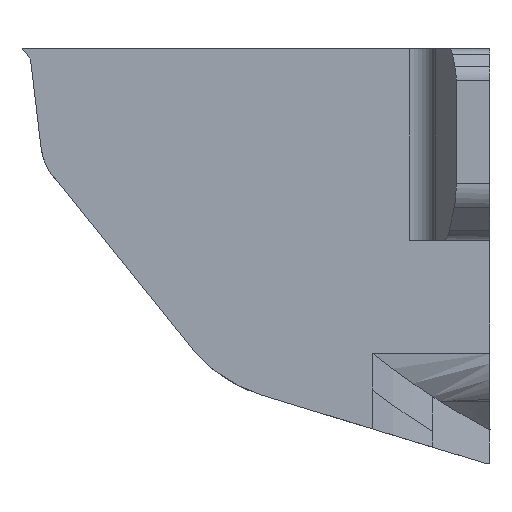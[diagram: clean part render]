
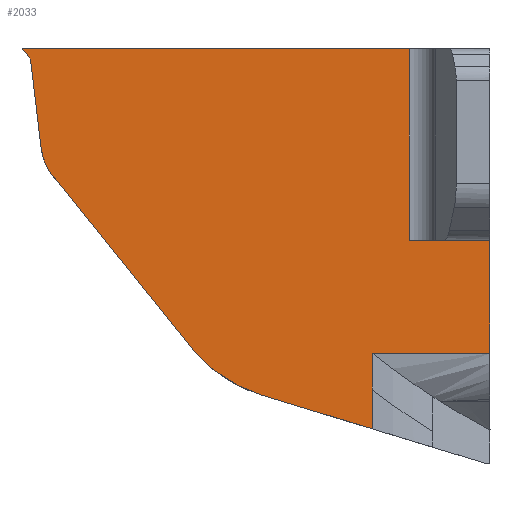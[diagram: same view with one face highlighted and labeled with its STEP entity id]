
A CAD part, left-side view. The second image highlights one B-rep face of the part: STEP entity #2033.
In plain terms, the highlighted planar face has unit normal (-1, 0, 0).
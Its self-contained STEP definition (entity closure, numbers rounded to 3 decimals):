
#102=LINE('',#2756,#274);
#103=LINE('',#2758,#275);
#104=LINE('',#2760,#276);
#105=LINE('',#2762,#277);
#106=LINE('',#2764,#278);
#107=LINE('',#2766,#279);
#108=LINE('',#2768,#280);
#109=LINE('',#2770,#281);
#110=LINE('',#2772,#282);
#274=VECTOR('',#2290,12.16);
#275=VECTOR('',#2291,12.16);
#276=VECTOR('',#2292,10.);
#277=VECTOR('',#2293,10.);
#278=VECTOR('',#2294,10.);
#279=VECTOR('',#2295,10.);
#280=VECTOR('',#2296,10.);
#281=VECTOR('',#2297,11.133);
#282=VECTOR('',#2298,12.12);
#446=PLANE('',#2161);
#500=FACE_OUTER_BOUND('',#615,.T.);
#615=EDGE_LOOP('',(#1369,#1370,#1371,#1372,#1373,#1374,#1375,#1376,#1377,
#1378,#1379,#1380,#1381));
#739=B_SPLINE_CURVE_WITH_KNOTS('',3,(#2739,#2740,#2741,#2742),
 .UNSPECIFIED.,.F.,.F.,(4,4),(0.,0.485),.UNSPECIFIED.);
#741=B_SPLINE_CURVE_WITH_KNOTS('',3,(#2749,#2750,#2751,#2752,#2753,#2754),
 .UNSPECIFIED.,.F.,.F.,(4,2,4),(0.686,0.799,1.359),
 .UNSPECIFIED.);
#742=B_SPLINE_CURVE_WITH_KNOTS('',3,(#2774,#2775,#2776,#2777),
 .UNSPECIFIED.,.F.,.F.,(4,4),(-0.212,0.),.UNSPECIFIED.);
#743=B_SPLINE_CURVE_WITH_KNOTS('',3,(#2778,#2779,#2780,#2781,#2782,#2783,
#2784,#2785,#2786,#2787,#2788,#2789,#2790,#2791,#2792,#2793,#2794,#2795,
#2796,#2797,#2798,#2799,#2800,#2801,#2802,#2803,#2804,#2805,#2806,#2807,
#2808,#2809,#2810,#2811,#2812,#2813,#2814,#2815,#2816,#2817,#2818,#2819,
#2820,#2821,#2822,#2823,#2824,#2825,#2826),.UNSPECIFIED.,.F.,.F.,(4,3,3,
3,3,3,3,3,3,3,3,3,3,3,3,3,4),(-1.37,-1.213,-1.048,
-0.966,-0.925,-0.904,-0.894,
-0.887,-0.884,-0.883,-0.835,
-0.792,-0.772,-0.724,-0.681,
-0.555,-0.496),.UNSPECIFIED.);
#840=VERTEX_POINT('',#2733);
#841=VERTEX_POINT('',#2738);
#842=VERTEX_POINT('',#2748);
#843=VERTEX_POINT('',#2755);
#844=VERTEX_POINT('',#2757);
#845=VERTEX_POINT('',#2759);
#846=VERTEX_POINT('',#2761);
#847=VERTEX_POINT('',#2763);
#848=VERTEX_POINT('',#2765);
#849=VERTEX_POINT('',#2767);
#850=VERTEX_POINT('',#2769);
#851=VERTEX_POINT('',#2771);
#852=VERTEX_POINT('',#2773);
#1048=EDGE_CURVE('',#840,#841,#739,.T.);
#1050=EDGE_CURVE('',#842,#840,#741,.T.);
#1051=EDGE_CURVE('',#843,#842,#102,.T.);
#1052=EDGE_CURVE('',#844,#843,#103,.T.);
#1053=EDGE_CURVE('',#845,#844,#104,.T.);
#1054=EDGE_CURVE('',#845,#846,#105,.T.);
#1055=EDGE_CURVE('',#846,#847,#106,.T.);
#1056=EDGE_CURVE('',#848,#847,#107,.T.);
#1057=EDGE_CURVE('',#848,#849,#108,.T.);
#1058=EDGE_CURVE('',#850,#849,#109,.T.);
#1059=EDGE_CURVE('',#851,#850,#110,.T.);
#1060=EDGE_CURVE('',#851,#852,#742,.T.);
#1061=EDGE_CURVE('',#841,#852,#743,.T.);
#1369=ORIENTED_EDGE('',*,*,#1048,.F.);
#1370=ORIENTED_EDGE('',*,*,#1050,.F.);
#1371=ORIENTED_EDGE('',*,*,#1051,.F.);
#1372=ORIENTED_EDGE('',*,*,#1052,.F.);
#1373=ORIENTED_EDGE('',*,*,#1053,.F.);
#1374=ORIENTED_EDGE('',*,*,#1054,.T.);
#1375=ORIENTED_EDGE('',*,*,#1055,.T.);
#1376=ORIENTED_EDGE('',*,*,#1056,.F.);
#1377=ORIENTED_EDGE('',*,*,#1057,.T.);
#1378=ORIENTED_EDGE('',*,*,#1058,.F.);
#1379=ORIENTED_EDGE('',*,*,#1059,.F.);
#1380=ORIENTED_EDGE('',*,*,#1060,.T.);
#1381=ORIENTED_EDGE('',*,*,#1061,.F.);
#2033=ADVANCED_FACE('',(#500),#446,.T.);
#2161=AXIS2_PLACEMENT_3D('',#2747,#2288,#2289);
#2288=DIRECTION('center_axis',(-1.,0.,0.));
#2289=DIRECTION('ref_axis',(0.,0.,1.));
#2290=DIRECTION('',(0.,0.,-1.));
#2291=DIRECTION('',(0.,0.,-1.));
#2292=DIRECTION('',(0.,1.,0.));
#2293=DIRECTION('',(0.,0.,1.));
#2294=DIRECTION('',(0.,1.,0.));
#2295=DIRECTION('',(0.,0.,-1.));
#2296=DIRECTION('',(0.,1.,0.));
#2297=DIRECTION('',(0.,0.635,0.772));
#2298=DIRECTION('',(0.,0.118,0.993));
#2733=CARTESIAN_POINT('',(-13.211,9.227,25.392));
#2738=CARTESIAN_POINT('',(-13.211,13.209,28.031));
#2739=CARTESIAN_POINT('Ctrl Pts',(-13.211,9.227,25.392));
#2740=CARTESIAN_POINT('Ctrl Pts',(-13.211,10.772,25.863));
#2741=CARTESIAN_POINT('Ctrl Pts',(-13.211,12.173,26.792));
#2742=CARTESIAN_POINT('Ctrl Pts',(-13.211,13.209,28.031));
#2747=CARTESIAN_POINT('Origin',(-13.211,9.545,30.733));
#2748=CARTESIAN_POINT('',(-13.211,2.786,23.428));
#2749=CARTESIAN_POINT('Ctrl Pts',(-13.211,2.786,23.428));
#2750=CARTESIAN_POINT('Ctrl Pts',(-13.211,3.147,23.538));
#2751=CARTESIAN_POINT('Ctrl Pts',(-13.211,3.508,23.648));
#2752=CARTESIAN_POINT('Ctrl Pts',(-13.211,5.655,24.303));
#2753=CARTESIAN_POINT('Ctrl Pts',(-13.211,7.441,24.847));
#2754=CARTESIAN_POINT('Ctrl Pts',(-13.211,9.227,25.392));
#2755=CARTESIAN_POINT('',(-13.211,2.786,25.682));
#2756=CARTESIAN_POINT('',(-13.211,2.786,25.656));
#2757=CARTESIAN_POINT('',(-13.211,2.786,27.82));
#2758=CARTESIAN_POINT('',(-13.211,2.786,32.179));
#2759=CARTESIAN_POINT('',(-13.211,-4.04,27.821));
#2760=CARTESIAN_POINT('',(-13.211,1.131,27.821));
#2761=CARTESIAN_POINT('',(-13.211,-4.04,34.369));
#2762=CARTESIAN_POINT('',(-13.211,-4.04,38.118));
#2763=CARTESIAN_POINT('',(-13.211,0.66,34.369));
#2764=CARTESIAN_POINT('',(-13.211,2.752,34.369));
#2765=CARTESIAN_POINT('',(-13.211,0.66,45.502));
#2766=CARTESIAN_POINT('',(-13.211,0.66,38.361));
#2767=CARTESIAN_POINT('',(-13.211,23.13,45.502));
#2768=CARTESIAN_POINT('',(-13.211,7.9,45.502));
#2769=CARTESIAN_POINT('',(-13.211,22.636,44.901));
#2770=CARTESIAN_POINT('',(-13.211,15.916,36.73));
#2771=CARTESIAN_POINT('',(-13.211,22.033,39.802));
#2772=CARTESIAN_POINT('',(-13.211,21.888,38.584));
#2773=CARTESIAN_POINT('',(-13.211,21.159,37.901));
#2774=CARTESIAN_POINT('Ctrl Pts',(-13.211,22.033,39.802));
#2775=CARTESIAN_POINT('Ctrl Pts',(-13.211,21.946,39.067));
#2776=CARTESIAN_POINT('Ctrl Pts',(-13.211,21.628,38.376));
#2777=CARTESIAN_POINT('Ctrl Pts',(-13.211,21.159,37.901));
#2778=CARTESIAN_POINT('Ctrl Pts',(-13.211,13.209,28.031));
#2779=CARTESIAN_POINT('Ctrl Pts',(-13.211,13.761,28.691));
#2780=CARTESIAN_POINT('Ctrl Pts',(-13.211,14.287,29.347));
#2781=CARTESIAN_POINT('Ctrl Pts',(-13.211,14.795,29.996));
#2782=CARTESIAN_POINT('Ctrl Pts',(-13.211,15.331,30.681));
#2783=CARTESIAN_POINT('Ctrl Pts',(-13.211,15.85,31.359));
#2784=CARTESIAN_POINT('Ctrl Pts',(-13.211,16.363,32.033));
#2785=CARTESIAN_POINT('Ctrl Pts',(-13.211,16.62,32.37));
#2786=CARTESIAN_POINT('Ctrl Pts',(-13.211,16.876,32.705));
#2787=CARTESIAN_POINT('Ctrl Pts',(-13.211,17.132,33.041));
#2788=CARTESIAN_POINT('Ctrl Pts',(-13.211,17.26,33.208));
#2789=CARTESIAN_POINT('Ctrl Pts',(-13.211,17.388,33.376));
#2790=CARTESIAN_POINT('Ctrl Pts',(-13.211,17.517,33.543));
#2791=CARTESIAN_POINT('Ctrl Pts',(-13.211,17.581,33.627));
#2792=CARTESIAN_POINT('Ctrl Pts',(-13.211,17.645,33.71));
#2793=CARTESIAN_POINT('Ctrl Pts',(-13.211,17.71,33.794));
#2794=CARTESIAN_POINT('Ctrl Pts',(-13.211,17.743,33.836));
#2795=CARTESIAN_POINT('Ctrl Pts',(-13.211,17.775,33.879));
#2796=CARTESIAN_POINT('Ctrl Pts',(-13.211,17.808,33.921));
#2797=CARTESIAN_POINT('Ctrl Pts',(-13.211,17.828,33.947));
#2798=CARTESIAN_POINT('Ctrl Pts',(-13.211,17.848,33.973));
#2799=CARTESIAN_POINT('Ctrl Pts',(-13.211,17.868,33.999));
#2800=CARTESIAN_POINT('Ctrl Pts',(-13.211,17.879,34.012));
#2801=CARTESIAN_POINT('Ctrl Pts',(-13.211,17.889,34.025));
#2802=CARTESIAN_POINT('Ctrl Pts',(-13.211,17.899,34.039));
#2803=CARTESIAN_POINT('Ctrl Pts',(-13.211,17.901,34.041));
#2804=CARTESIAN_POINT('Ctrl Pts',(-13.211,17.902,34.043));
#2805=CARTESIAN_POINT('Ctrl Pts',(-13.211,17.904,34.045));
#2806=CARTESIAN_POINT('Ctrl Pts',(-13.211,18.056,34.241));
#2807=CARTESIAN_POINT('Ctrl Pts',(-13.211,18.206,34.434));
#2808=CARTESIAN_POINT('Ctrl Pts',(-13.211,18.356,34.623));
#2809=CARTESIAN_POINT('Ctrl Pts',(-13.211,18.487,34.79));
#2810=CARTESIAN_POINT('Ctrl Pts',(-13.211,18.617,34.953));
#2811=CARTESIAN_POINT('Ctrl Pts',(-13.211,18.745,35.114));
#2812=CARTESIAN_POINT('Ctrl Pts',(-13.211,18.807,35.192));
#2813=CARTESIAN_POINT('Ctrl Pts',(-13.211,18.869,35.269));
#2814=CARTESIAN_POINT('Ctrl Pts',(-13.211,18.931,35.345));
#2815=CARTESIAN_POINT('Ctrl Pts',(-13.211,19.072,35.52));
#2816=CARTESIAN_POINT('Ctrl Pts',(-13.211,19.211,35.69));
#2817=CARTESIAN_POINT('Ctrl Pts',(-13.211,19.348,35.857));
#2818=CARTESIAN_POINT('Ctrl Pts',(-13.211,19.474,36.01));
#2819=CARTESIAN_POINT('Ctrl Pts',(-13.211,19.599,36.159));
#2820=CARTESIAN_POINT('Ctrl Pts',(-13.211,19.721,36.304));
#2821=CARTESIAN_POINT('Ctrl Pts',(-13.211,20.075,36.723));
#2822=CARTESIAN_POINT('Ctrl Pts',(-13.211,20.412,37.107));
#2823=CARTESIAN_POINT('Ctrl Pts',(-13.211,20.728,37.448));
#2824=CARTESIAN_POINT('Ctrl Pts',(-13.211,20.877,37.609));
#2825=CARTESIAN_POINT('Ctrl Pts',(-13.211,21.021,37.76));
#2826=CARTESIAN_POINT('Ctrl Pts',(-13.211,21.159,37.901));
